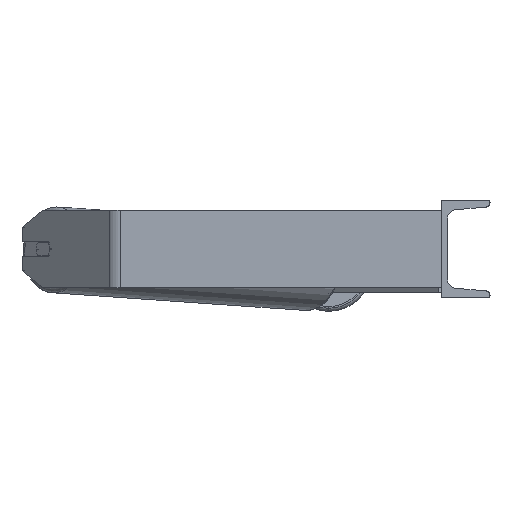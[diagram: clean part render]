
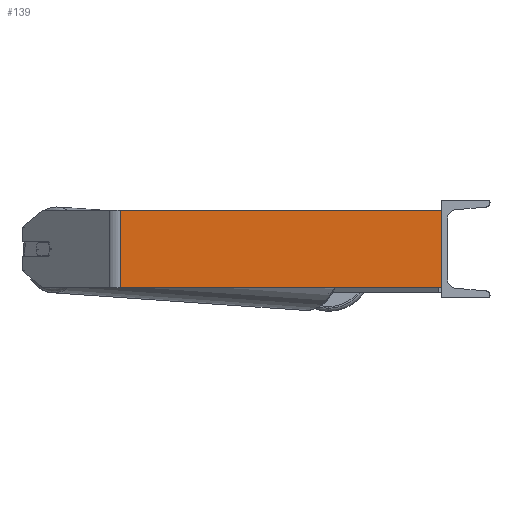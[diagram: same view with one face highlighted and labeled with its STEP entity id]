
A CAD part, left-side view. The second image highlights one B-rep face of the part: STEP entity #139.
In plain terms, the highlighted planar face has unit normal (-1, 0, 0).
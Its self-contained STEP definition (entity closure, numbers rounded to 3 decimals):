
#139 = ADVANCED_FACE ( 'NONE', ( #8981 ), #4613, .F. ) ;
#258 = VECTOR ( 'NONE', #3650, 1000. ) ;
#505 = VERTEX_POINT ( 'NONE', #2568 ) ;
#1627 = EDGE_CURVE ( 'NONE', #4332, #505, #4396, .T. ) ;
#1674 = CARTESIAN_POINT ( 'NONE',  ( -585., 0., 40. ) ) ;
#1705 = ORIENTED_EDGE ( 'NONE', *, *, #4664, .F. ) ;
#2330 = CARTESIAN_POINT ( 'NONE',  ( -585., 332.443, 40. ) ) ;
#2454 = LINE ( 'NONE', #1674, #258 ) ;
#2568 = CARTESIAN_POINT ( 'NONE',  ( -585., 332.443, -40. ) ) ;
#2652 = CARTESIAN_POINT ( 'NONE',  ( -585., 332.443, 40. ) ) ;
#2802 = CARTESIAN_POINT ( 'NONE',  ( -585., 0., 40. ) ) ;
#3481 = ORIENTED_EDGE ( 'NONE', *, *, #6004, .T. ) ;
#3650 = DIRECTION ( 'NONE',  ( 0., 0., -1. ) ) ;
#3762 = ORIENTED_EDGE ( 'NONE', *, *, #7625, .F. ) ;
#3861 = VECTOR ( 'NONE', #8754, 1000. ) ;
#3962 = CARTESIAN_POINT ( 'NONE',  ( -585., 339.07, 40. ) ) ;
#4332 = VERTEX_POINT ( 'NONE', #2652 ) ;
#4366 = AXIS2_PLACEMENT_3D ( 'NONE', #6007, #8844, #4695 ) ;
#4396 = LINE ( 'NONE', #2330, #4808 ) ;
#4407 = DIRECTION ( 'NONE',  ( 0., -1., 0. ) ) ;
#4613 = PLANE ( 'NONE',  #4366 ) ;
#4664 = EDGE_CURVE ( 'NONE', #4332, #5100, #7415, .T. ) ;
#4695 = DIRECTION ( 'NONE',  ( 0., 1., 0. ) ) ;
#4708 = VERTEX_POINT ( 'NONE', #6128 ) ;
#4808 = VECTOR ( 'NONE', #5081, 1000. ) ;
#5081 = DIRECTION ( 'NONE',  ( 0., 0., -1. ) ) ;
#5100 = VERTEX_POINT ( 'NONE', #2802 ) ;
#5768 = CARTESIAN_POINT ( 'NONE',  ( -585., 339.07, -40. ) ) ;
#6004 = EDGE_CURVE ( 'NONE', #505, #4708, #7866, .T. ) ;
#6007 = CARTESIAN_POINT ( 'NONE',  ( -585., 339.07, 40. ) ) ;
#6128 = CARTESIAN_POINT ( 'NONE',  ( -585., 0., -40. ) ) ;
#6689 = ORIENTED_EDGE ( 'NONE', *, *, #1627, .T. ) ;
#7099 = EDGE_LOOP ( 'NONE', ( #3481, #3762, #1705, #6689 ) ) ;
#7415 = LINE ( 'NONE', #3962, #3861 ) ;
#7625 = EDGE_CURVE ( 'NONE', #5100, #4708, #2454, .T. ) ;
#7866 = LINE ( 'NONE', #5768, #8099 ) ;
#8099 = VECTOR ( 'NONE', #4407, 1000. ) ;
#8754 = DIRECTION ( 'NONE',  ( 0., -1., 0. ) ) ;
#8844 = DIRECTION ( 'NONE',  ( 1., 0., 0. ) ) ;
#8981 = FACE_OUTER_BOUND ( 'NONE', #7099, .T. ) ;
